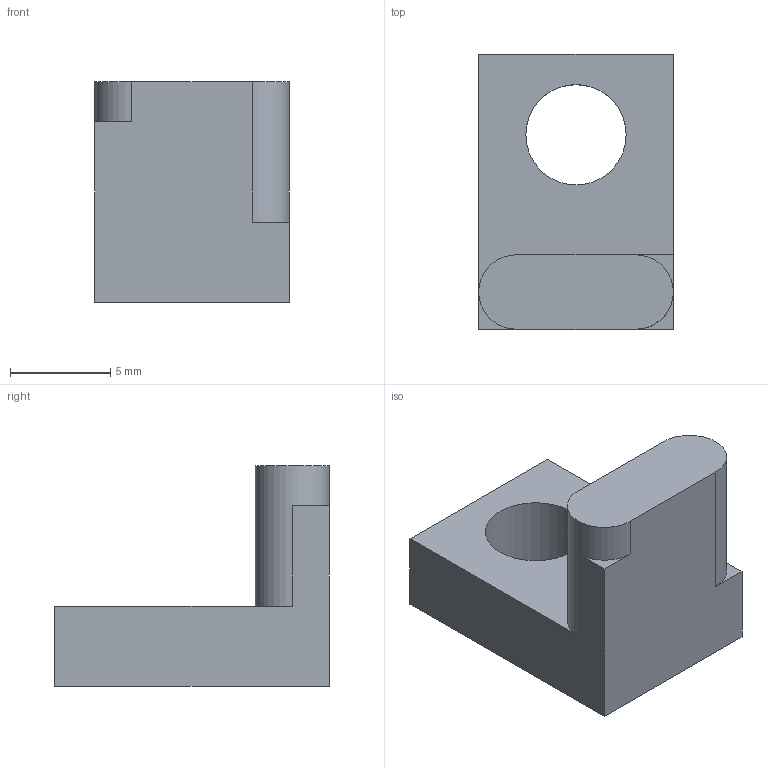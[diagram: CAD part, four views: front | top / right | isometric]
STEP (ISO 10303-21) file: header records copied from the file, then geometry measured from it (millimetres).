
FILE_DESCRIPTION(('CATIA V5 STEP Exchange'),'2;1');
FILE_NAME('Cosse.stp','2022-03-05T09:16:25+00:00',('none'),('none'),'CATIA Version 5 Release 20 GA (IN-10)','CATIA V5 STEP AP203','none');
FILE_SCHEMA(('CONFIG_CONTROL_DESIGN'));
Length unit declared in the file: millimetre
Products named in the file (1): Part6
Bounding box: 9.7 x 13.7 x 11 mm (x, y, z)
Volume: 691 mm3; surface area: 649.8 mm2
Topology: 1 solids, 1 shells, 15 faces, 40 edges, 27 vertices
Faces by surface type: plane 11, cylinder 4
Entity records: 493 total; most frequent: CARTESIAN_POINT 80, ORIENTED_EDGE 80, DIRECTION 64, EDGE_CURVE 40, VECTOR 30, LINE 30, VERTEX_POINT 27, AXIS2_PLACEMENT_3D 23
